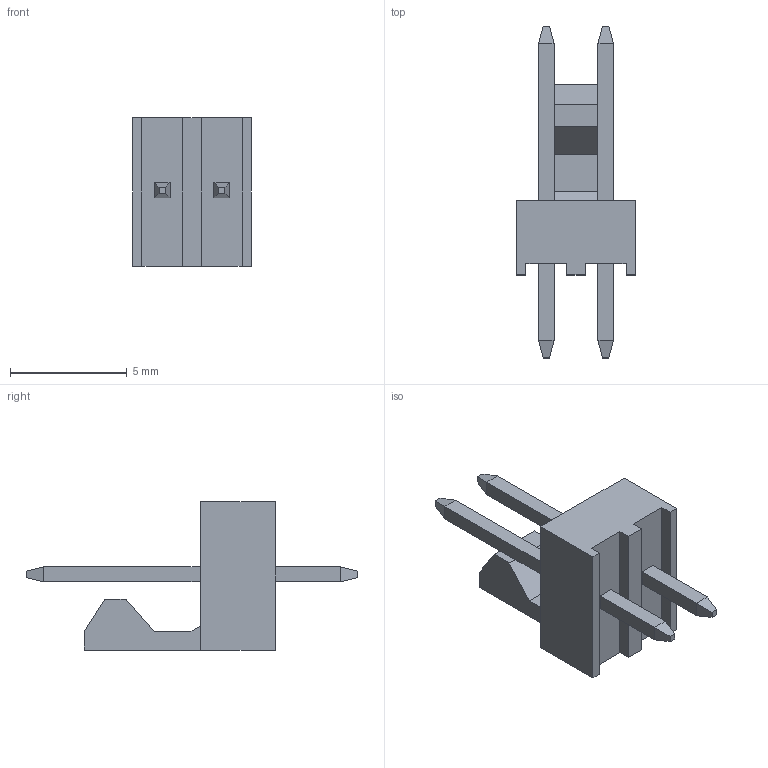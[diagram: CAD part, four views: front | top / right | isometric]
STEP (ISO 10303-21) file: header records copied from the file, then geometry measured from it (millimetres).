
FILE_DESCRIPTION (( 'STEP AP214' ), '1' );
FILE_NAME ('0D1B18DB-C799-4F80-BB1B-3A0FAB23A51F.STEP', '2008-07-01T06:47:31', ( 'sysAdmin' ), ( 'SolidWorks' ), 'SwSTEP 2.0', 'SolidWorks 2008', '' );
FILE_SCHEMA (( 'AUTOMOTIVE_DESIGN' ));
Length unit declared in the file: inch
Products named in the file (3): SW3dPS-Molex - 2-Pin Header with Lock (0.100in pitch)_Molex - Header Pin; SW3dPS-Molex - 2-Pin Header with Lock (0.100in pitch)_Molex - Header Base with Lock (0.100in pitch); 0D1B18DB-C799-4F80-BB1B-3A0FAB23A51F
Assembly tree (3 placements, depth 2):
  0D1B18DB-C799-4F80-BB1B-3A0FAB23A51F
    SW3dPS-Molex - 2-Pin Header with Lock (0.100in pitch)_Molex - Header Base with Lock (0.100in pitch)
    SW3dPS-Molex - 2-Pin Header with Lock (0.100in pitch)_Molex - Header Pin  x2
Bounding box: 5.08 x 14.22 x 6.35 mm (x, y, z)
Volume: 117.3 mm3; surface area: 272.5 mm2
Topology: 3 solids, 3 shells, 58 faces, 140 edges, 88 vertices
Faces by surface type: plane 58
Entity records: 1406 total; most frequent: CARTESIAN_POINT 234, ORIENTED_EDGE 224, DIRECTION 212, EDGE_CURVE 112, VECTOR 112, LINE 112, VERTEX_POINT 72, AXIS2_PLACEMENT_3D 50
